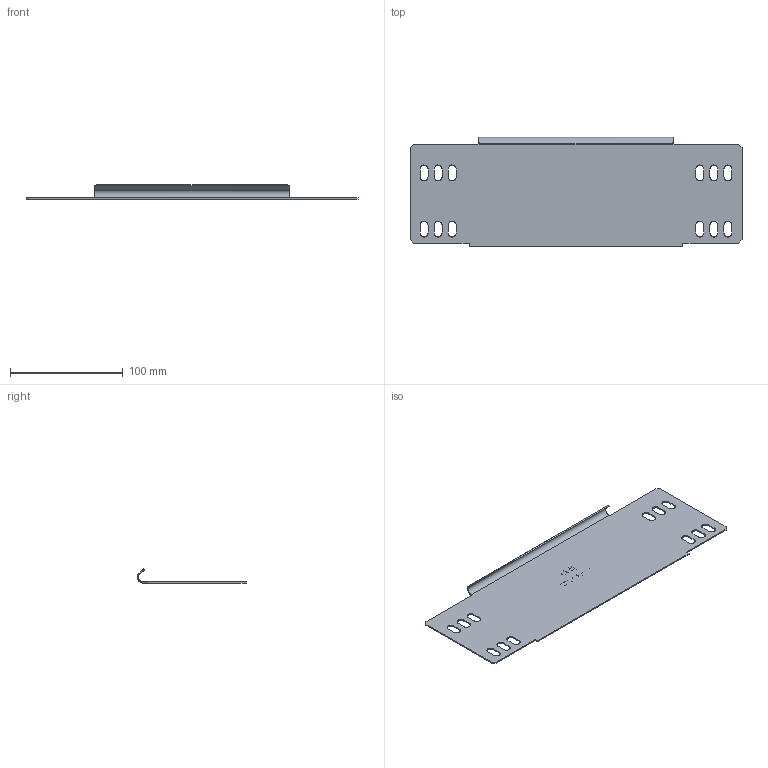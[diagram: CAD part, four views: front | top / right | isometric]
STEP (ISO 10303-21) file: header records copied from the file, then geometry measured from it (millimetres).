
FILE_DESCRIPTION(/* description */ (''),/* implementation_level */ '2;1');
FILE_NAME(/* name */ '7111804',/* time_stamp */ '2016-04-14T12:48:00+02:00',/* author */ (''),/* organization */ (''),/* preprocessor_version */ 'ST-DEVELOPER v15',/* originating_system */ '',/* authorisation */ '');
FILE_SCHEMA (('CONFIG_CONTROL_DESIGN'));
Length unit declared in the file: millimetre
Products named in the file (1): Document
Bounding box: 295 x 97 x 12.5 mm (x, y, z)
Volume: 28461 mm3; surface area: 58131.7 mm2
Topology: 1 solids, 1 shells, 257 faces, 695 edges, 462 vertices
Faces by surface type: plane 147, bspline 110
Entity records: 10380 total; most frequent: CARTESIAN_POINT 5821, ORIENTED_EDGE 1390, EDGE_CURVE 695, B_SPLINE_CURVE_WITH_KNOTS 558, VERTEX_POINT 462, EDGE_LOOP 303, ADVANCED_FACE 257, FACE_OUTER_BOUND 257
